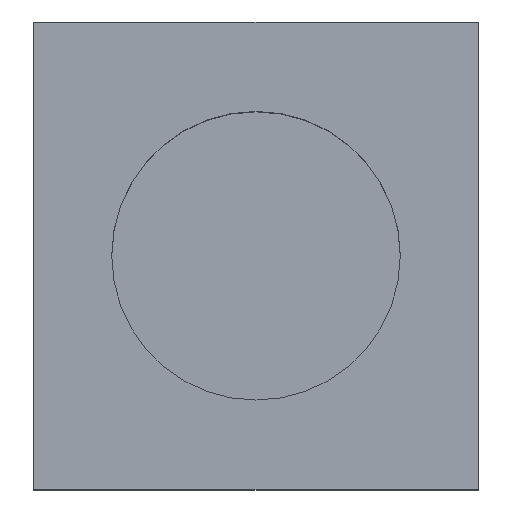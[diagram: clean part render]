
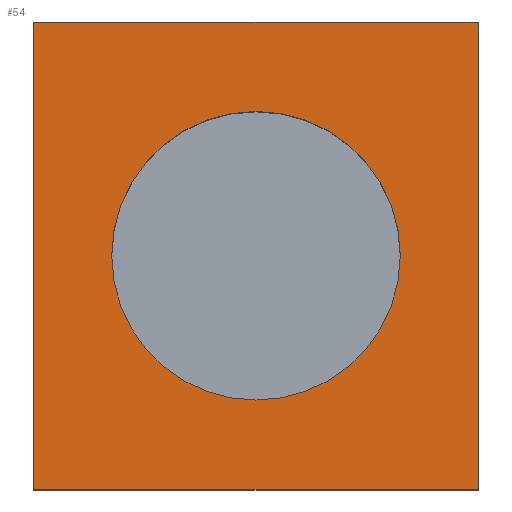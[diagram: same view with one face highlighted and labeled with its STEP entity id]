
A CAD part, top view. The second image highlights one B-rep face of the part: STEP entity #54.
In plain terms, the highlighted planar face has unit normal (0, 0, 1).
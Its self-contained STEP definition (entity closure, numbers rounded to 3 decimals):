
#54=ADVANCED_FACE('NONE',(#80,#81),#82,.T.);
#80=FACE_OUTER_BOUND('',#115,.T.);
#81=FACE_BOUND('',#116,.T.);
#82=PLANE('',#117);
#115=EDGE_LOOP('',(#198,#199,#200,#201));
#116=EDGE_LOOP('',(#202,#203));
#117=AXIS2_PLACEMENT_3D('',#204,#205,#206);
#198=ORIENTED_EDGE('',*,*,#295,.T.);
#199=ORIENTED_EDGE('',*,*,#298,.T.);
#200=ORIENTED_EDGE('',*,*,#300,.T.);
#201=ORIENTED_EDGE('',*,*,#289,.T.);
#202=ORIENTED_EDGE('',*,*,#301,.F.);
#203=ORIENTED_EDGE('',*,*,#271,.F.);
#204=CARTESIAN_POINT('',(-9.5,-10.0,12.0));
#205=DIRECTION('',(-0.0,0.0,1.0));
#206=DIRECTION('',(1.0,0.0,0.0));
#271=EDGE_CURVE('NONE',#314,#316,#317,.T.);
#289=EDGE_CURVE('NONE',#348,#346,#349,.T.);
#295=EDGE_CURVE('NONE',#346,#357,#359,.T.);
#298=EDGE_CURVE('NONE',#357,#362,#364,.T.);
#300=EDGE_CURVE('NONE',#362,#348,#366,.T.);
#301=EDGE_CURVE('NONE',#316,#314,#367,.T.);
#314=VERTEX_POINT('NONE',#384);
#316=VERTEX_POINT('NONE',#387);
#317=CIRCLE('',#388,6.173);
#346=VERTEX_POINT('NONE',#433);
#348=VERTEX_POINT('NONE',#436);
#349=LINE('',#437,#438);
#357=VERTEX_POINT('NONE',#450);
#359=LINE('',#453,#454);
#362=VERTEX_POINT('NONE',#458);
#364=LINE('',#461,#462);
#366=LINE('',#465,#466);
#367=CIRCLE('',#467,6.173);
#384=CARTESIAN_POINT('',(-6.173,0.,12.0));
#387=CARTESIAN_POINT('',(6.173,0.0,12.0));
#388=AXIS2_PLACEMENT_3D('',#493,#494,#495);
#433=CARTESIAN_POINT('',(-9.5,10.0,12.0));
#436=CARTESIAN_POINT('',(9.5,10.0,12.0));
#437=CARTESIAN_POINT('',(-9.5,10.0,12.0));
#438=VECTOR('',#513,1000.0);
#450=CARTESIAN_POINT('',(-9.5,-10.0,12.0));
#453=CARTESIAN_POINT('',(-9.5,10.0,12.0));
#454=VECTOR('',#519,1000.0);
#458=CARTESIAN_POINT('',(9.5,-10.0,12.0));
#461=CARTESIAN_POINT('',(-9.5,-10.0,12.0));
#462=VECTOR('',#522,1000.0);
#465=CARTESIAN_POINT('',(9.5,10.0,12.0));
#466=VECTOR('',#524,1000.0);
#467=AXIS2_PLACEMENT_3D('',#525,#526,#527);
#493=CARTESIAN_POINT('',(0.0,0.0,12.0));
#494=DIRECTION('',(0.0,0.0,1.0));
#495=DIRECTION('',(1.0,0.0,0.0));
#513=DIRECTION('',(-1.0,-0.0,-0.0));
#519=DIRECTION('',(0.0,-1.0,0.0));
#522=DIRECTION('',(1.0,0.0,0.0));
#524=DIRECTION('',(-0.0,1.0,-0.0));
#525=CARTESIAN_POINT('',(0.0,0.0,12.0));
#526=DIRECTION('',(0.0,0.0,1.0));
#527=DIRECTION('',(1.0,0.0,0.0));
